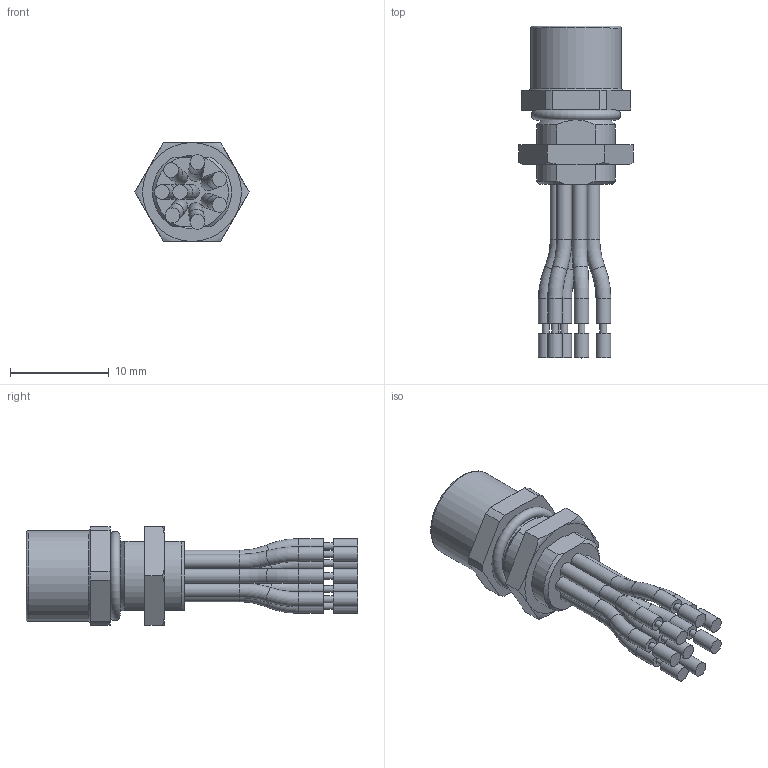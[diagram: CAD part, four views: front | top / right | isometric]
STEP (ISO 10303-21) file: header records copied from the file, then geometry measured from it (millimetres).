
FILE_DESCRIPTION(/* description */ (''),/* implementation_level */ '2;1');
FILE_NAME(/* name */ 'AL-FVM8KUA8_m_M8.stp',/* time_stamp */ '2021-08-16T14:01:23+02:00',/* author */ ('ESCHA GmbH & Co. KG'),/* organization */ ('ESCHA GmbH & Co. KG'),/* preprocessor_version */ 'ST-DEVELOPER v16',/* originating_system */ 'SIEMENS PLM Software NX 10.0',/* authorisation */ '');
FILE_SCHEMA (('AUTOMOTIVE_DESIGN { 1 0 10303 214 3 1 1 1 }'));
Length unit declared in the file: millimetre
Products named in the file (1): h.os25F0631Ax2ka
Bounding box: 11.55 x 33.59 x 10 mm (x, y, z)
Volume: 1192 mm3; surface area: 1720.4 mm2
Topology: 1 solids, 3 shells, 157 faces, 338 edges, 217 vertices
Faces by surface type: cylinder 62, plane 58, torus 32, cone 5
Full cylindrical faces by diameter (mm): 0.7 x16, 1.5 x24, 7 x2, 7.2 x2, 9.2 x1
Entity records: 3868 total; most frequent: CARTESIAN_POINT 737, DIRECTION 686, ORIENTED_EDGE 492, AXIS2_PLACEMENT_3D 308, EDGE_LOOP 267, EDGE_CURVE 246, FACE_BOUND 205, VERTEX_POINT 195
